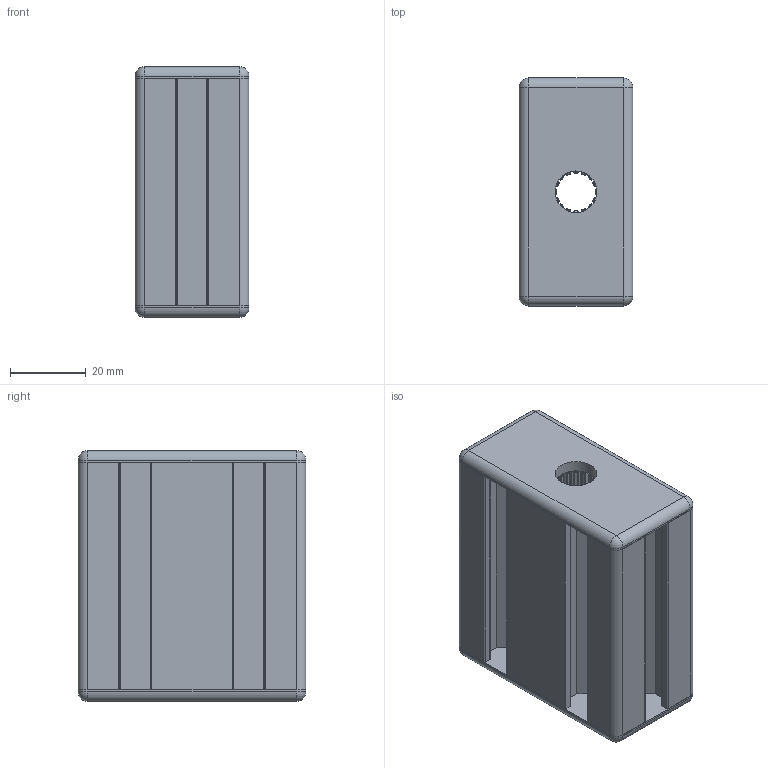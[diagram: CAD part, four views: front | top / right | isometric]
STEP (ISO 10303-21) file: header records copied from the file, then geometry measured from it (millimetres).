
FILE_DESCRIPTION(/* description */ (''),/* implementation_level */ '2;1');
FILE_NAME(/* name */ '28-0391-0BZ-01_Schlitten LB 30x60.step',/* time_stamp */ '2024-09-19T09:56:47+02:00',/* author */ ('MuellerJ'),/* organization */ ('MiniTec GmbH & Co.KG'),/* preprocessor_version */ 'ST-DEVELOPER v19.2',/* originating_system */ 'Autodesk Inventor 2023',/* authorisation */ '');
FILE_SCHEMA (('CONFIG_CONTROL_DESIGN'));
Length unit declared in the file: millimetre
Products named in the file (4): MTW_1-00198994; 20-0994-0FZ.001; MTW_1-00198977; MTW_1-00216478
Assembly tree (5 placements, depth 2):
  MTW_1-00198994
    20-0994-0FZ.001
    MTW_1-00198977  x2
    MTW_1-00216478  x2
Bounding box: 30 x 60 x 66 mm (x, y, z)
Volume: 46313.8 mm3; surface area: 58326.5 mm2
Topology: 5 solids, 5 shells, 1816 faces, 4282 edges, 2444 vertices
Faces by surface type: cylinder 694, torus 408, plane 274, bspline 240, sphere 184, cone 16
Full cylindrical faces by diameter (mm): 6 x4, 11 x2
Entity records: 36410 total; most frequent: CARTESIAN_POINT 12045, DIRECTION 5359, ORIENTED_EDGE 4930, EDGE_CURVE 2465, AXIS2_PLACEMENT_3D 2200, VERTEX_POINT 1446, CIRCLE 1242, EDGE_LOOP 1039
